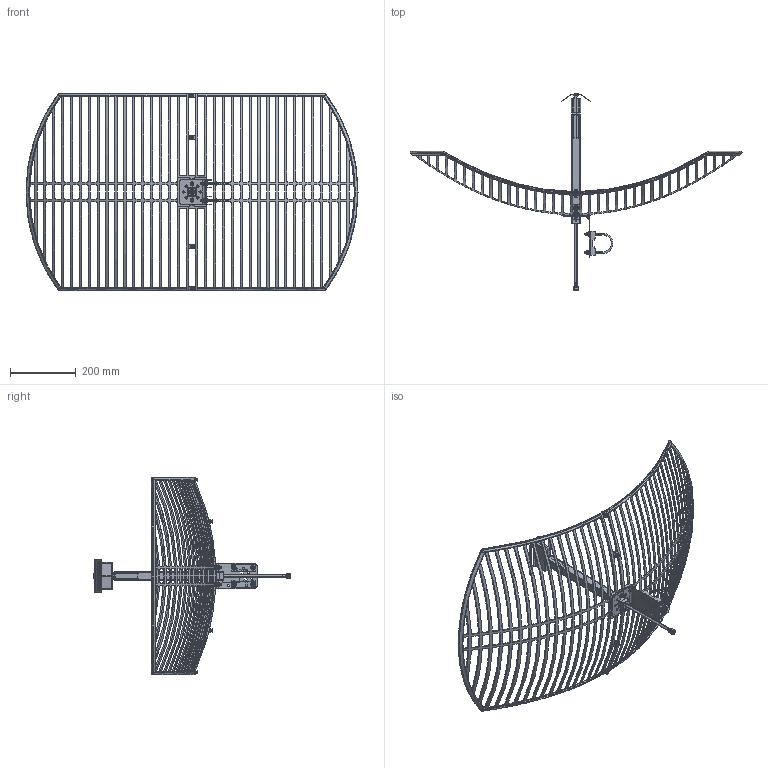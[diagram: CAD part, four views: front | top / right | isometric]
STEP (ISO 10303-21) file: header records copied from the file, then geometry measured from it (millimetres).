
FILE_DESCRIPTION (( 'STEP AP214' ), '1' );
FILE_NAME ('HG2424EG-1-TM_3D.STEP', '2021-04-12T15:56:25', ( '' ), ( '' ), 'SwSTEP 2.0', 'SolidWorks 2020', '' );
FILE_SCHEMA (( 'AUTOMOTIVE_DESIGN' ));
Length unit declared in the file: inch
Products named in the file (26): 2400A_03; DIANPIAN_6X13X1; 2400A2_ASM; 2400A_01; CHOUXINMAODING_4X16; DIANPIAN_3; TANJIE_3; 2400A_15; W20GP0922_01; N-K7; TANJIE_6; 2400A_02; JM_TA_01; HG2424EG-1-TM_3D; PA3X10; JM_TA_ASM; JM_TA_03; DIANLAN-73; LUOMU_M6; 2400A_04; JM_TA_02; BAC504; HM6X30; HM6X20; DIANPIAN_6; AL25X330
Assembly tree (67 placements, depth 3):
  N-K7
  HG2424EG-1-TM_3D
    W20GP0922_01  x2
    2400A2_ASM
      AL25X330
      2400A_15  x2
      2400A_04
      2400A_02
      2400A_03
      2400A_01
      DIANPIAN_3
      TANJIE_3
      PA3X10
      CHOUXINMAODING_4X16  x4
      DIANLAN-73
    JM_TA_ASM
      JM_TA_01
      JM_TA_02  x2
      JM_TA_03  x2
      DIANPIAN_6X13X1  x4
      TANJIE_6  x4
      LUOMU_M6  x4
    DIANPIAN_6  x12
    TANJIE_6  x6
    LUOMU_M6  x6
    HM6X30  x2
    HM6X20  x4
    BAC504
Bounding box: 1007.26 x 600.05 x 600 mm (x, y, z)
Volume: 1130054.6 mm3; surface area: 815208.5 mm2
Topology: 65 solids, 65 shells, 3346 faces, 9278 edges, 5960 vertices
Faces by surface type: cylinder 1519, plane 1127, bspline 524, cone 174, torus 2
Entity records: 122264 total; most frequent: CARTESIAN_POINT 82004, ORIENTED_EDGE 9308, DIRECTION 6044, EDGE_CURVE 4654, VERTEX_POINT 2992, AXIS2_PLACEMENT_3D 2038, B_SPLINE_CURVE_WITH_KNOTS 2013, LINE 1968
